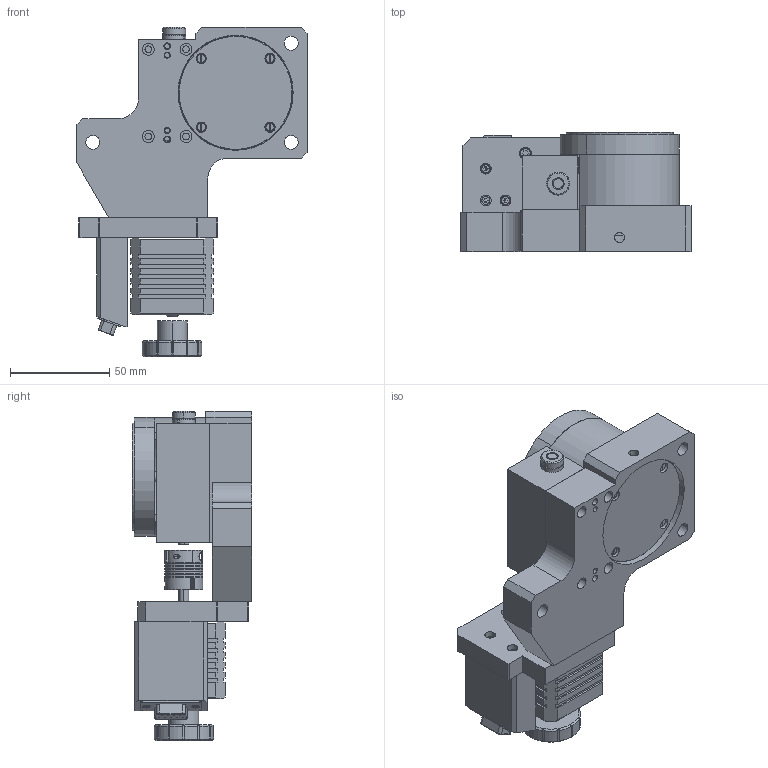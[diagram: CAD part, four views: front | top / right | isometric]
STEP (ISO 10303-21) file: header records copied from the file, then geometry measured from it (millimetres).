
FILE_DESCRIPTION (( 'STEP AP214' ), '1' );
FILE_NAME ('GCD-011060M-三维外形图-20170220.STEP', '2017-02-21T05:27:24', ( 'd' ), ( '' ), 'SwSTEP 2.0', 'SolidWorks 2012', '' );
FILE_SCHEMA (( 'AUTOMOTIVE_DESIGN' ));
Length unit declared in the file: millimetre
Products named in the file (1): GCD-011060M-三维外形图-20170220
Bounding box: 116 x 60 x 166 mm (x, y, z)
Surface area: 76266.5 mm2 (no closed solid volume)
Topology: 0 solids, 46 shells, 492 faces, 1562 edges, 1117 vertices
Faces by surface type: plane 255, cylinder 199, torus 22, cone 16
Entity records: 23697 total; most frequent: CARTESIAN_POINT 4138, DIRECTION 3051, ORIENTED_EDGE 2600, EDGE_CURVE 1562, VERTEX_POINT 1117, AXIS2_PLACEMENT_3D 1076, VECTOR 899, LINE 899
